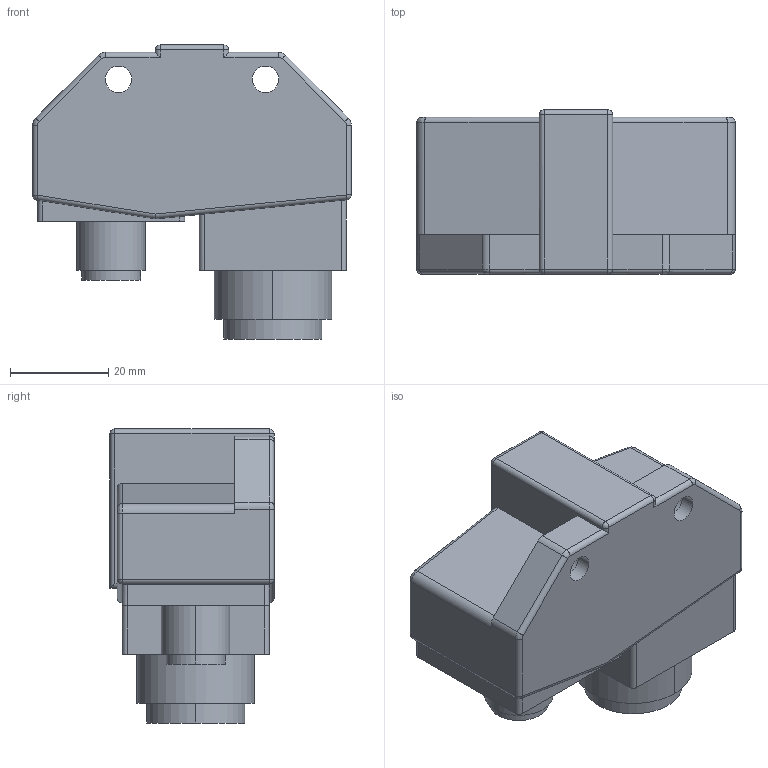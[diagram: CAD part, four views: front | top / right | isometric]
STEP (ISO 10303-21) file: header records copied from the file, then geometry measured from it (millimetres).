
FILE_DESCRIPTION((''),'2;1');
FILE_NAME('CAD0286_SW0001','2012-02-28T',('dhelisch'),(''),'PRO/ENGINEER BY PARAMETRIC TECHNOLOGY CORPORATION, 2007250','PRO/ENGINEER BY PARAMETRIC TECHNOLOGY CORPORATION, 2007250','');
FILE_SCHEMA(('CONFIG_CONTROL_DESIGN'));
Length unit declared in the file: millimetre
Products named in the file (1): CAD0286_SW0001
Bounding box: 65 x 33.5 x 60 mm (x, y, z)
Surface area: 13178 mm2 (no closed solid volume)
Topology: 0 solids, 1 shells, 106 faces, 360 edges, 353 vertices
Faces by surface type: cylinder 56, plane 36, sphere 8, bspline 6
Entity records: 4890 total; most frequent: CARTESIAN_POINT 806, DIRECTION 673, ORIENTED_EDGE 506, EDGE_CURVE 253, AXIS2_PLACEMENT_3D 236, PRESENTATION_STYLE_ASSIGNMENT 206, STYLED_ITEM 206, VECTOR 201
